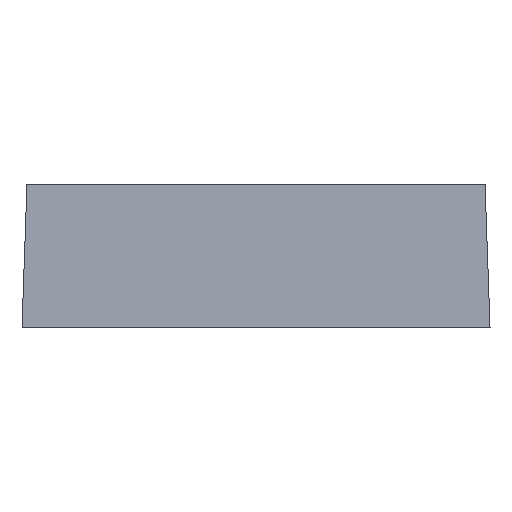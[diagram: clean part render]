
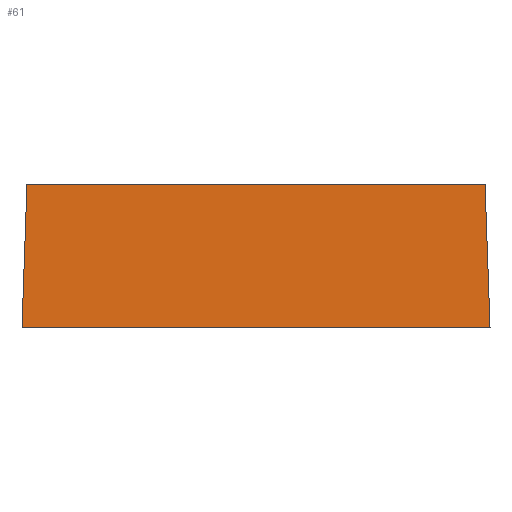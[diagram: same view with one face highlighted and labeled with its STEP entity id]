
A CAD part, top view. The second image highlights one B-rep face of the part: STEP entity #61.
In plain terms, the highlighted planar face has unit normal (0, 0.035, 0.999).
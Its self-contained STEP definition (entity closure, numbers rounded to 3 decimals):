
#61 = ADVANCED_FACE ( 'NONE', ( #1805 ), #381, .T. ) ;
#87 = VERTEX_POINT ( 'NONE', #1514 ) ;
#165 = DIRECTION ( 'NONE',  ( -0.035, -0.999, 0.035 ) ) ;
#184 = ORIENTED_EDGE ( 'NONE', *, *, #1839, .F. ) ;
#196 = CARTESIAN_POINT ( 'NONE',  ( 27.9, 0., 18. ) ) ;
#220 = VECTOR ( 'NONE', #1641, 1000. ) ;
#224 = DIRECTION ( 'NONE',  ( 0., -0.999, 0.035 ) ) ;
#272 = VECTOR ( 'NONE', #165, 1000. ) ;
#313 = VECTOR ( 'NONE', #1786, 1000. ) ;
#353 = DIRECTION ( 'NONE',  ( 0.035, -0.999, 0.035 ) ) ;
#364 = LINE ( 'NONE', #998, #220 ) ;
#381 = PLANE ( 'NONE',  #1698 ) ;
#406 = ORIENTED_EDGE ( 'NONE', *, *, #1817, .F. ) ;
#516 = LINE ( 'NONE', #1153, #313 ) ;
#518 = ORIENTED_EDGE ( 'NONE', *, *, #982, .T. ) ;
#733 = EDGE_CURVE ( 'NONE', #1984, #1819, #959, .T. ) ;
#915 = EDGE_LOOP ( 'NONE', ( #518, #406, #184, #1824 ) ) ;
#959 = LINE ( 'NONE', #1600, #272 ) ;
#982 = EDGE_CURVE ( 'NONE', #1819, #2014, #516, .T. ) ;
#985 = CARTESIAN_POINT ( 'NONE',  ( -27.9, 0., 18. ) ) ;
#998 = CARTESIAN_POINT ( 'NONE',  ( -27.9, 17., 17.406 ) ) ;
#1016 = CARTESIAN_POINT ( 'NONE',  ( -27.9, 0., 18. ) ) ;
#1143 = LINE ( 'NONE', #1778, #1741 ) ;
#1153 = CARTESIAN_POINT ( 'NONE',  ( -27.9, 0., 18. ) ) ;
#1514 = CARTESIAN_POINT ( 'NONE',  ( 27.306, 17., 17.406 ) ) ;
#1600 = CARTESIAN_POINT ( 'NONE',  ( -27.9, 0., 18. ) ) ;
#1641 = DIRECTION ( 'NONE',  ( 1., 0., 0. ) ) ;
#1659 = DIRECTION ( 'NONE',  ( 0., 0.035, 0.999 ) ) ;
#1698 = AXIS2_PLACEMENT_3D ( 'NONE', #1016, #1659, #224 ) ;
#1741 = VECTOR ( 'NONE', #353, 1000. ) ;
#1778 = CARTESIAN_POINT ( 'NONE',  ( 27.878, 0.627, 17.978 ) ) ;
#1786 = DIRECTION ( 'NONE',  ( 1., 0., 0. ) ) ;
#1805 = FACE_OUTER_BOUND ( 'NONE', #915, .T. ) ;
#1817 = EDGE_CURVE ( 'NONE', #87, #2014, #1143, .T. ) ;
#1819 = VERTEX_POINT ( 'NONE', #985 ) ;
#1824 = ORIENTED_EDGE ( 'NONE', *, *, #733, .T. ) ;
#1838 = CARTESIAN_POINT ( 'NONE',  ( -27.306, 17., 17.406 ) ) ;
#1839 = EDGE_CURVE ( 'NONE', #1984, #87, #364, .T. ) ;
#1984 = VERTEX_POINT ( 'NONE', #1838 ) ;
#2014 = VERTEX_POINT ( 'NONE', #196 ) ;
